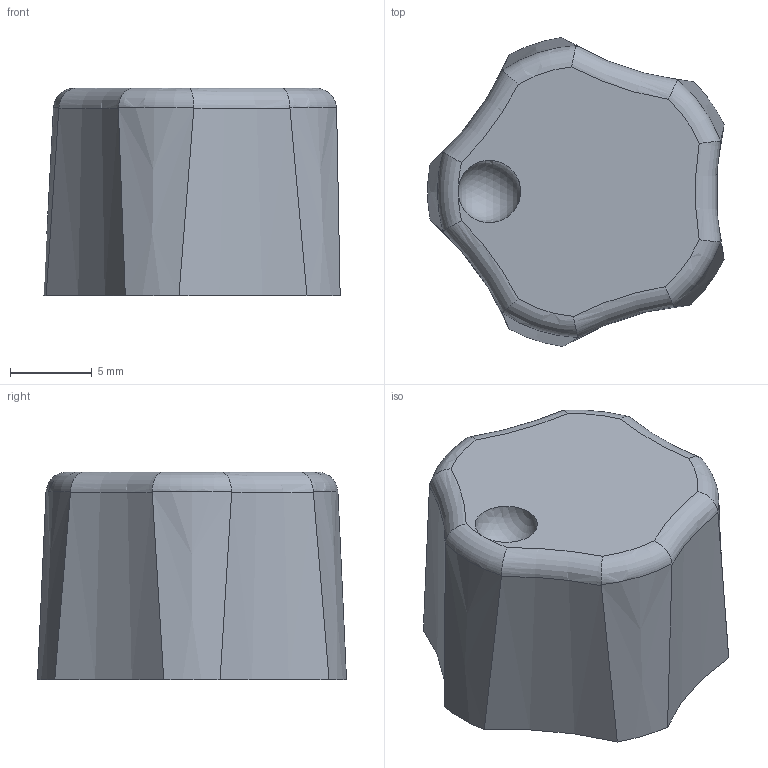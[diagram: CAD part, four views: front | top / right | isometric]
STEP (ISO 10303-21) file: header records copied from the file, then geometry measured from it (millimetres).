
FILE_DESCRIPTION(/* description */ ('Unknown'),/* implementation_level */ '2;1');
FILE_NAME(/* name */ 'knob',/* time_stamp */ '2023-11-27T02:47:30Z',/* author */ ('Unknown'),/* organization */ ('Unknown'),/* preprocessor_version */ 'ST-DEVELOPER v19.4',/* originating_system */ 'Solid Edge',/* authorisation */ 'Unknown');
FILE_SCHEMA (('AUTOMOTIVE_DESIGN {1 0 10303 214 3 1 1}'));
Length unit declared in the file: millimetre
Products named in the file (1): knob
Bounding box: 18.1 x 18.87 x 12.7 mm (x, y, z)
Volume: 2424.7 mm3; surface area: 1620.2 mm2
Topology: 1 solids, 1 shells, 41 faces, 117 edges, 77 vertices
Faces by surface type: plane 19, torus 10, cone 6, cylinder 5, sphere 1
Entity records: 1384 total; most frequent: CARTESIAN_POINT 351, ORIENTED_EDGE 222, DIRECTION 198, EDGE_CURVE 111, AXIS2_PLACEMENT_3D 83, VERTEX_POINT 74, EDGE_LOOP 43, FACE_BOUND 43
